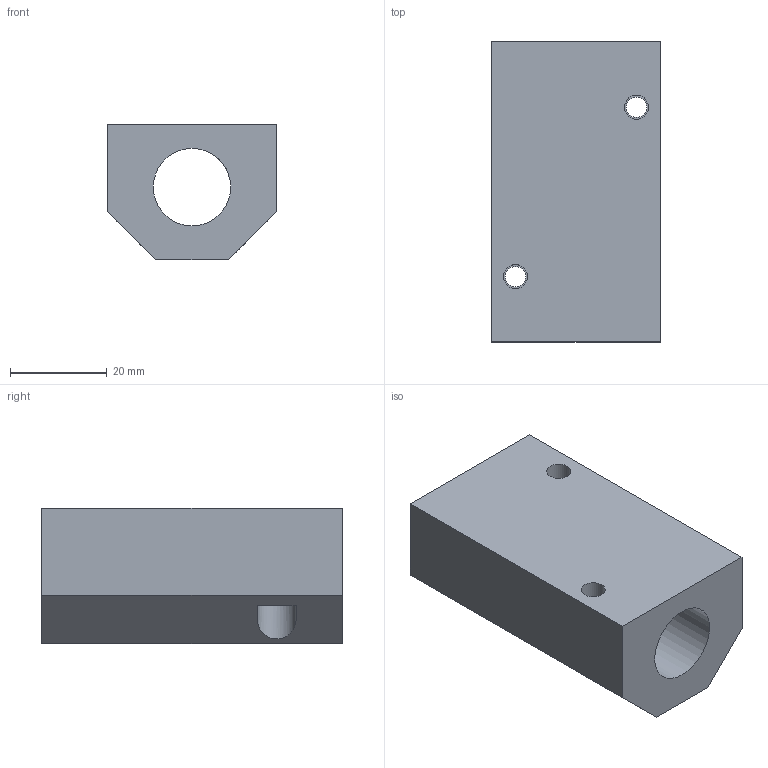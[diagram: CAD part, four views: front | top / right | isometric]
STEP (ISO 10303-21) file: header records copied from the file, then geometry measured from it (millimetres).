
FILE_DESCRIPTION( ( 'STEP AP214' ), '1' );
FILE_NAME( 'STG-08.stp', '2010-08-02T11:30:25', ( ' ' ), ( ' ' ), 'XStep 1.0', ' ', ' ' );
FILE_SCHEMA( ( 'CONFIG_CONTROL_DESIGN) ( )' ) );
Length unit declared in the file: metre
Products named in the file (1): 1
Bounding box: 35 x 62 x 28 mm (x, y, z)
Volume: 40683.6 mm3; surface area: 12410.3 mm2
Topology: 1 solids, 1 shells, 26 faces, 60 edges, 41 vertices
Faces by surface type: plane 17, cylinder 9
Full cylindrical faces by diameter (mm): 4 x1, 4.2 x2, 5 x2, 8 x1, 16 x1
Entity records: 972 total; most frequent: CARTESIAN_POINT 166, DIRECTION 120, ORIENTED_EDGE 100, EDGE_CURVE 50, EDGE_LOOP 46, AXIS2_PLACEMENT_3D 44, VERTEX_POINT 38, FACE_OUTER_BOUND 33
